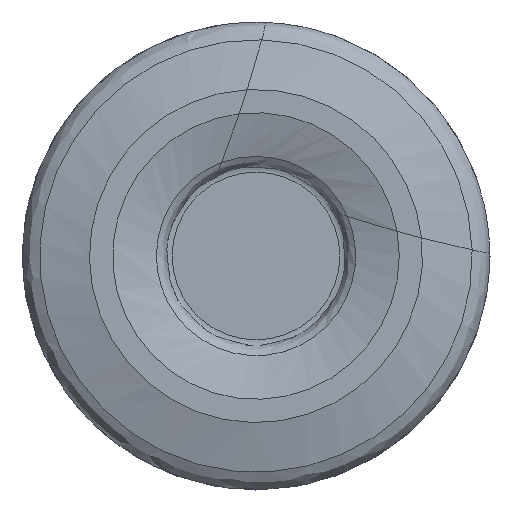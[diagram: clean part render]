
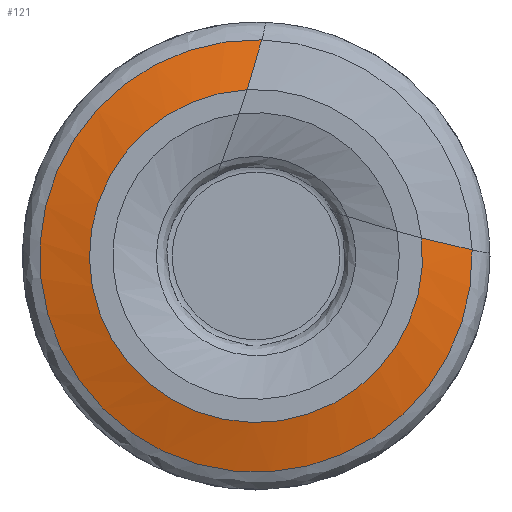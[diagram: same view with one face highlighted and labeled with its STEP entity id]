
A CAD part, left-side view. The second image highlights one B-rep face of the part: STEP entity #121.
In plain terms, the highlighted free-form (B-spline) face has degree [1, 3] with [2, 7] control points.
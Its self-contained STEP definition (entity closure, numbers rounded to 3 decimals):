
#121=ADVANCED_FACE('',(#186),#163,.F.);
#163=(
BOUNDED_SURFACE()
B_SPLINE_SURFACE(1,3,((#925,#926,#927,#928,#929,#930,#931),(#932,#933,#934,
#935,#936,#937,#938)),.UNSPECIFIED.,.F.,.F.,.F.)
B_SPLINE_SURFACE_WITH_KNOTS((2,2),(4,3,4),(0.,1.),(0.,0.5,1.),
 .UNSPECIFIED.)
GEOMETRIC_REPRESENTATION_ITEM()
RATIONAL_B_SPLINE_SURFACE(((1.,0.58,0.58,1.,0.58,
0.58,1.),(1.,0.58,0.58,1.,0.58,
0.58,1.)))
REPRESENTATION_ITEM('')
SURFACE()
);
#186=FACE_OUTER_BOUND('',#212,.T.);
#212=EDGE_LOOP('',(#338,#339,#340,#341));
#275=CIRCLE('',#600,11.388);
#276=CIRCLE('',#602,14.784);
#338=ORIENTED_EDGE('',*,*,#506,.F.);
#339=ORIENTED_EDGE('',*,*,#507,.F.);
#340=ORIENTED_EDGE('',*,*,#503,.T.);
#341=ORIENTED_EDGE('',*,*,#508,.F.);
#456=VERTEX_POINT('',#915);
#457=VERTEX_POINT('',#916);
#458=VERTEX_POINT('',#921);
#459=VERTEX_POINT('',#922);
#503=EDGE_CURVE('',#456,#457,#275,.T.);
#506=EDGE_CURVE('',#458,#459,#276,.T.);
#507=EDGE_CURVE('',#456,#458,#562,.T.);
#508=EDGE_CURVE('',#459,#457,#563,.T.);
#562=LINE('',#923,#580);
#563=LINE('',#924,#581);
#580=VECTOR('',#690,1.);
#581=VECTOR('',#691,1.);
#600=AXIS2_PLACEMENT_3D('',#914,#682,#683);
#602=AXIS2_PLACEMENT_3D('',#920,#688,#689);
#682=DIRECTION('',(1.,0.,0.));
#683=DIRECTION('',(0.,-0.994,0.108));
#688=DIRECTION('',(1.,0.,0.));
#689=DIRECTION('',(0.,-1.,0.028));
#690=DIRECTION('',(0.24,-0.945,-0.223));
#691=DIRECTION('',(-0.24,0.274,-0.931));
#914=CARTESIAN_POINT('',(0.,0.,0.));
#915=CARTESIAN_POINT('',(0.,-11.321,1.233));
#916=CARTESIAN_POINT('',(0.,0.608,11.372));
#920=CARTESIAN_POINT('',(0.879,0.,0.));
#921=CARTESIAN_POINT('',(0.879,-14.778,0.418));
#922=CARTESIAN_POINT('',(0.879,-0.396,14.779));
#923=CARTESIAN_POINT('',(0.,-11.321,1.233));
#924=CARTESIAN_POINT('',(0.,0.608,11.372));
#925=CARTESIAN_POINT('',(0.,-11.321,1.233));
#926=CARTESIAN_POINT('',(0.,-12.638,-10.858));
#927=CARTESIAN_POINT('',(0.,-1.892,-16.554));
#928=CARTESIAN_POINT('',(0.,7.375,-8.677));
#929=CARTESIAN_POINT('',(0.,16.642,-0.801));
#930=CARTESIAN_POINT('',(0.,12.753,10.723));
#931=CARTESIAN_POINT('',(0.,0.608,11.372));
#932=CARTESIAN_POINT('',(0.879,-14.778,0.418));
#933=CARTESIAN_POINT('',(0.879,-15.225,-15.365));
#934=CARTESIAN_POINT('',(0.879,-0.727,-21.618));
#935=CARTESIAN_POINT('',(0.879,10.446,-10.462));
#936=CARTESIAN_POINT('',(0.879,21.619,0.694));
#937=CARTESIAN_POINT('',(0.879,15.387,15.202));
#938=CARTESIAN_POINT('',(0.879,-0.396,14.779));
